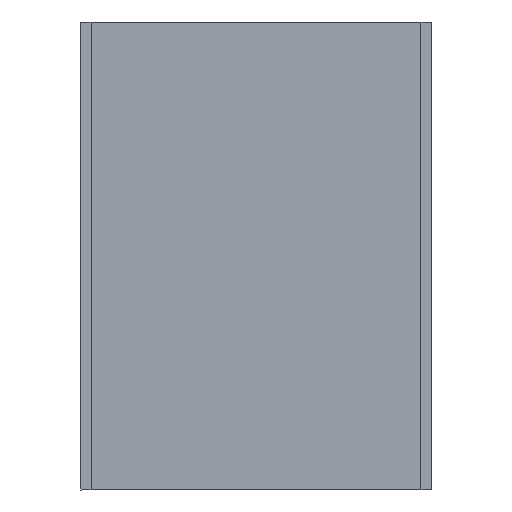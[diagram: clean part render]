
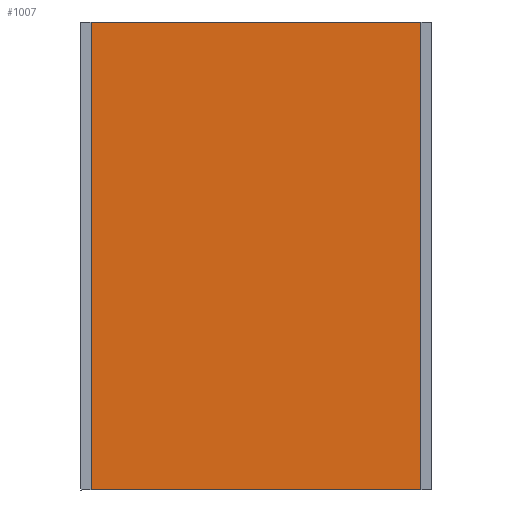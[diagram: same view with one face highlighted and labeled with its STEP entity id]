
A CAD part, left-side view. The second image highlights one B-rep face of the part: STEP entity #1007.
In plain terms, the highlighted planar face has unit normal (-1, 0, 0).
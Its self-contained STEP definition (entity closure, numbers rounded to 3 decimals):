
#130=FACE_OUTER_BOUND('',#191,.T.);
#191=EDGE_LOOP('',(#719,#720,#721,#722));
#260=LINE('',#1609,#381);
#261=LINE('',#1611,#382);
#262=LINE('',#1613,#383);
#263=LINE('',#1614,#384);
#381=VECTOR('',#1306,10.);
#382=VECTOR('',#1307,10.);
#383=VECTOR('',#1308,10.);
#384=VECTOR('',#1309,10.);
#498=VERTEX_POINT('',#1607);
#499=VERTEX_POINT('',#1608);
#500=VERTEX_POINT('',#1610);
#501=VERTEX_POINT('',#1612);
#584=EDGE_CURVE('',#498,#499,#260,.T.);
#585=EDGE_CURVE('',#498,#500,#261,.T.);
#586=EDGE_CURVE('',#501,#500,#262,.T.);
#587=EDGE_CURVE('',#499,#501,#263,.T.);
#719=ORIENTED_EDGE('',*,*,#584,.F.);
#720=ORIENTED_EDGE('',*,*,#585,.T.);
#721=ORIENTED_EDGE('',*,*,#586,.F.);
#722=ORIENTED_EDGE('',*,*,#587,.F.);
#947=PLANE('',#1192);
#1007=ADVANCED_FACE('',(#130),#947,.T.);
#1192=AXIS2_PLACEMENT_3D('',#1606,#1304,#1305);
#1304=DIRECTION('center_axis',(-1.,0.,0.));
#1305=DIRECTION('ref_axis',(0.,0.,1.));
#1306=DIRECTION('',(0.,0.,-1.));
#1307=DIRECTION('',(0.,1.,0.));
#1308=DIRECTION('',(0.,0.,1.));
#1309=DIRECTION('',(0.,1.,0.));
#1606=CARTESIAN_POINT('Origin',(0.,18.,0.));
#1607=CARTESIAN_POINT('',(0.,18.,800.));
#1608=CARTESIAN_POINT('',(0.,18.,0.));
#1609=CARTESIAN_POINT('',(0.,18.,800.));
#1610=CARTESIAN_POINT('',(0.,582.,800.));
#1611=CARTESIAN_POINT('',(0.,18.,800.));
#1612=CARTESIAN_POINT('',(0.,582.,0.));
#1613=CARTESIAN_POINT('',(0.,582.,800.));
#1614=CARTESIAN_POINT('',(0.,18.,0.));
